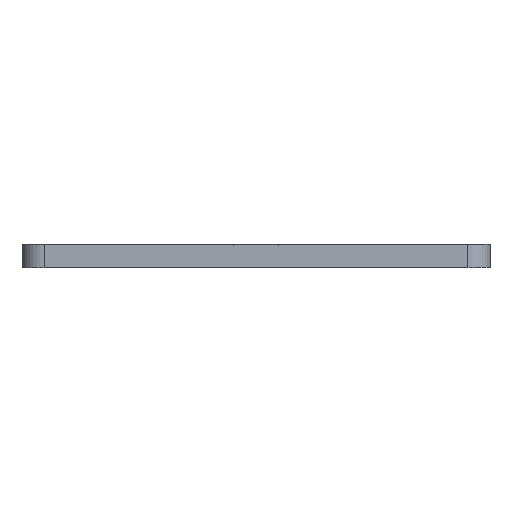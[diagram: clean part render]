
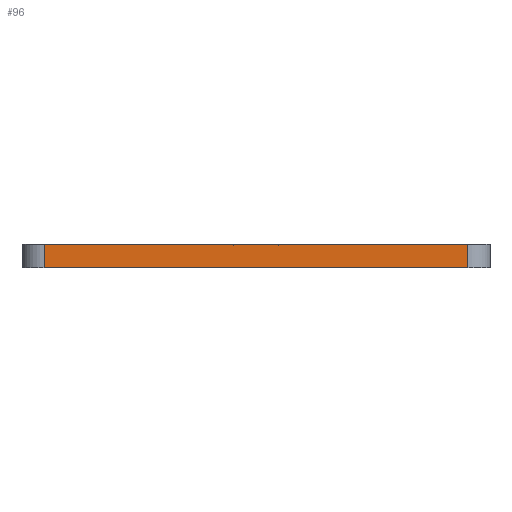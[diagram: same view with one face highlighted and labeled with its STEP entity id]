
A CAD part, front view. The second image highlights one B-rep face of the part: STEP entity #96.
In plain terms, the highlighted planar face has unit normal (0, -1, 0).
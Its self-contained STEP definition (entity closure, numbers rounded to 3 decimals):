
#96=ADVANCED_FACE('',(#286),#2770,.T.);
#286=FACE_OUTER_BOUND('',#466,.T.);
#466=EDGE_LOOP('',(#976,#977,#978,#979));
#976=ORIENTED_EDGE('',*,*,#1639,.F.);
#977=ORIENTED_EDGE('',*,*,#1640,.F.);
#978=ORIENTED_EDGE('',*,*,#1641,.F.);
#979=ORIENTED_EDGE('',*,*,#1414,.F.);
#1414=EDGE_CURVE('',#2392,#2393,#2094,.T.);
#1639=EDGE_CURVE('',#2558,#2392,#2259,.T.);
#1640=EDGE_CURVE('',#2559,#2558,#2260,.T.);
#1641=EDGE_CURVE('',#2393,#2559,#2261,.T.);
#2094=B_SPLINE_CURVE_WITH_KNOTS('',1,(#4662,#4663),.UNSPECIFIED.,.F.,.F.,
(2,2),(0.,76.),.UNSPECIFIED.);
#2259=B_SPLINE_CURVE_WITH_KNOTS('',1,(#5172,#5173),.UNSPECIFIED.,.F.,.F.,
(2,2),(-4.15,0.),.UNSPECIFIED.);
#2260=B_SPLINE_CURVE_WITH_KNOTS('',1,(#5174,#5175),.UNSPECIFIED.,.F.,.F.,
(2,2),(-76.,0.),.UNSPECIFIED.);
#2261=B_SPLINE_CURVE_WITH_KNOTS('',1,(#5176,#5177),.UNSPECIFIED.,.F.,.F.,
(2,2),(-4.15,0.),.UNSPECIFIED.);
#2392=VERTEX_POINT('',#4406);
#2393=VERTEX_POINT('',#4407);
#2558=VERTEX_POINT('',#4572);
#2559=VERTEX_POINT('',#4573);
#2770=PLANE('',#2964);
#2964=AXIS2_PLACEMENT_3D('',#3974,#3225,$);
#3225=DIRECTION('',(0.,-1.,0.));
#3974=CARTESIAN_POINT('',(66.6,-21.,-0.415));
#4406=CARTESIAN_POINT('',(59.,-21.,0.));
#4407=CARTESIAN_POINT('',(-17.,-21.,0.));
#4572=CARTESIAN_POINT('',(59.,-21.,4.15));
#4573=CARTESIAN_POINT('',(-17.,-21.,4.15));
#4662=CARTESIAN_POINT('',(59.,-21.,0.));
#4663=CARTESIAN_POINT('',(-17.,-21.,0.));
#5172=CARTESIAN_POINT('',(59.,-21.,4.15));
#5173=CARTESIAN_POINT('',(59.,-21.,0.));
#5174=CARTESIAN_POINT('',(-17.,-21.,4.15));
#5175=CARTESIAN_POINT('',(59.,-21.,4.15));
#5176=CARTESIAN_POINT('',(-17.,-21.,0.));
#5177=CARTESIAN_POINT('',(-17.,-21.,4.15));
